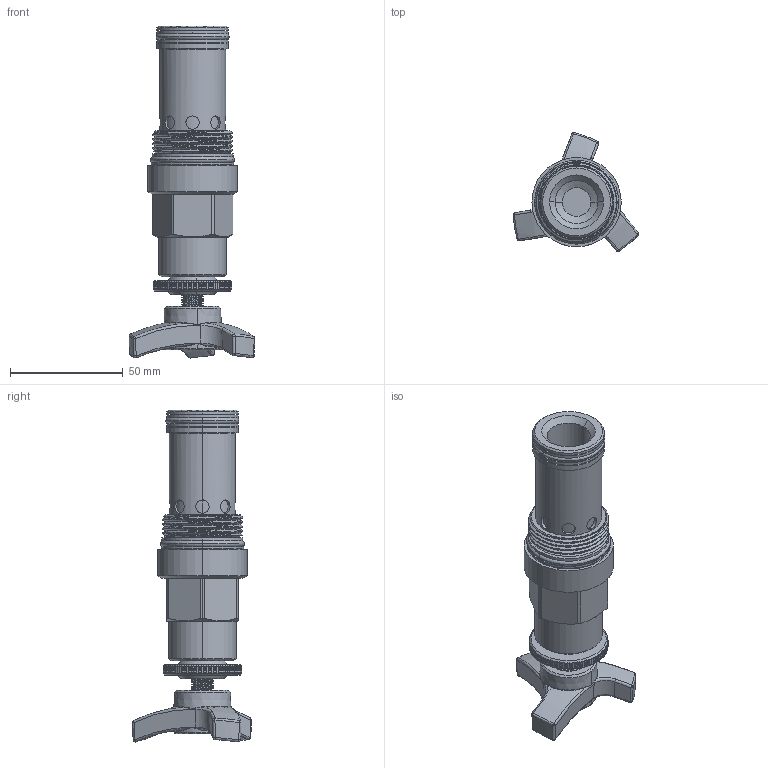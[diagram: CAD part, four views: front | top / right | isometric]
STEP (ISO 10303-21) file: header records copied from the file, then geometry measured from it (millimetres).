
FILE_DESCRIPTION (( 'STEP AP203' ), '1' );
FILE_NAME ('NV16A20-T.STEP', '2020-03-19T07:04:44', ( '' ), ( '' ), 'SwSTEP 2.0', 'SolidWorks 2018', '' );
FILE_SCHEMA (( 'CONFIG_CONTROL_DESIGN' ));
Products named in the file (1): NV16A20-T
Bounding box: 55.81 x 52.83 x 147.44 mm (x, y, z)
Volume: 103627.7 mm3; surface area: 32309.7 mm2
Topology: 10 solids, 10 shells, 971 faces, 2553 edges, 1620 vertices
Faces by surface type: plane 352, cylinder 288, bspline 158, cone 82, torus 51, sphere 40
Entity records: 96479 total; most frequent: CARTESIAN_POINT 74740, ORIENTED_EDGE 5060, DIRECTION 3904, EDGE_CURVE 2530, VERTEX_POINT 1614, AXIS2_PLACEMENT_3D 1535, EDGE_LOOP 1022, ADVANCED_FACE 971
